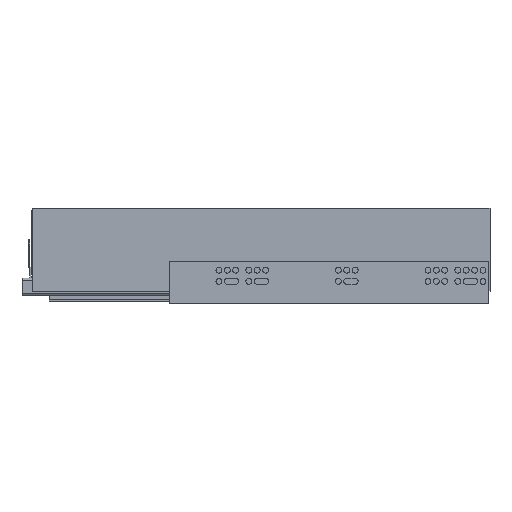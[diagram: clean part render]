
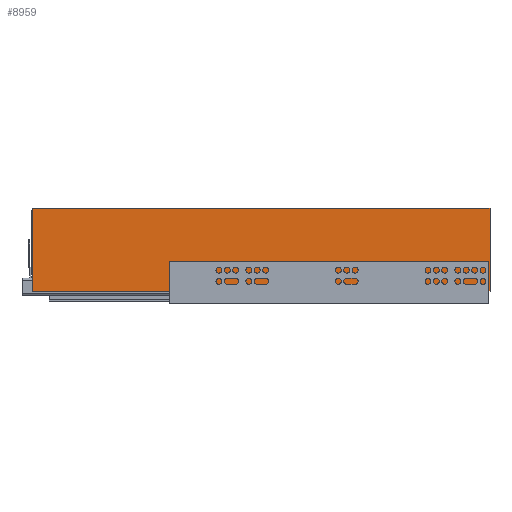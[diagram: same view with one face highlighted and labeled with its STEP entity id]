
A CAD part, top view. The second image highlights one B-rep face of the part: STEP entity #8959.
In plain terms, the highlighted planar face has unit normal (0, 0, 1).
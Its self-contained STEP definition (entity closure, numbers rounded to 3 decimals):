
#1 = LINE ( 'NONE', #604, #5433 ) ;
#337 = DIRECTION ( 'NONE',  ( 0., 1., 0. ) ) ;
#348 = DIRECTION ( 'NONE',  ( 0., 0., 1. ) ) ;
#392 = DIRECTION ( 'NONE',  ( -1., 0., 0. ) ) ;
#444 = VECTOR ( 'NONE', #337, 1000. ) ;
#604 = CARTESIAN_POINT ( 'NONE',  ( -490., 89., 30.4 ) ) ;
#663 = ORIENTED_EDGE ( 'NONE', *, *, #4204, .F. ) ;
#779 = VECTOR ( 'NONE', #8219, 1000. ) ;
#1312 = EDGE_CURVE ( 'NONE', #3322, #6039, #2599, .T. ) ;
#1529 = ORIENTED_EDGE ( 'NONE', *, *, #3298, .T. ) ;
#1705 = DIRECTION ( 'NONE',  ( 0., 1., 0. ) ) ;
#2171 = EDGE_LOOP ( 'NONE', ( #6521, #663, #3809, #1529 ) ) ;
#2599 = LINE ( 'NONE', #7563, #7653 ) ;
#2666 = AXIS2_PLACEMENT_3D ( 'NONE', #6038, #348, #392 ) ;
#2867 = DIRECTION ( 'NONE',  ( 1., 0., 0. ) ) ;
#3184 = CARTESIAN_POINT ( 'NONE',  ( -490., 0., 30.4 ) ) ;
#3298 = EDGE_CURVE ( 'NONE', #6892, #3322, #8779, .T. ) ;
#3322 = VERTEX_POINT ( 'NONE', #4674 ) ;
#3545 = CARTESIAN_POINT ( 'NONE',  ( 0., 89., 30.4 ) ) ;
#3809 = ORIENTED_EDGE ( 'NONE', *, *, #8166, .F. ) ;
#3961 = CARTESIAN_POINT ( 'NONE',  ( -490., 0., 30.4 ) ) ;
#4204 = EDGE_CURVE ( 'NONE', #7592, #6039, #1, .T. ) ;
#4674 = CARTESIAN_POINT ( 'NONE',  ( 0., 0., 30.4 ) ) ;
#5433 = VECTOR ( 'NONE', #2867, 1000. ) ;
#6038 = CARTESIAN_POINT ( 'NONE',  ( -490., 0., 30.4 ) ) ;
#6039 = VERTEX_POINT ( 'NONE', #3545 ) ;
#6521 = ORIENTED_EDGE ( 'NONE', *, *, #1312, .T. ) ;
#6818 = PLANE ( 'NONE',  #2666 ) ;
#6892 = VERTEX_POINT ( 'NONE', #3184 ) ;
#7563 = CARTESIAN_POINT ( 'NONE',  ( 0., 0., 30.4 ) ) ;
#7592 = VERTEX_POINT ( 'NONE', #8048 ) ;
#7653 = VECTOR ( 'NONE', #1705, 1000. ) ;
#8048 = CARTESIAN_POINT ( 'NONE',  ( -490., 89., 30.4 ) ) ;
#8078 = LINE ( 'NONE', #3961, #444 ) ;
#8083 = CARTESIAN_POINT ( 'NONE',  ( -490., 0., 30.4 ) ) ;
#8166 = EDGE_CURVE ( 'NONE', #6892, #7592, #8078, .T. ) ;
#8219 = DIRECTION ( 'NONE',  ( 1., 0., 0. ) ) ;
#8779 = LINE ( 'NONE', #8083, #779 ) ;
#8929 = FACE_OUTER_BOUND ( 'NONE', #2171, .T. ) ;
#8959 = ADVANCED_FACE ( 'NONE', ( #8929 ), #6818, .T. ) ;
